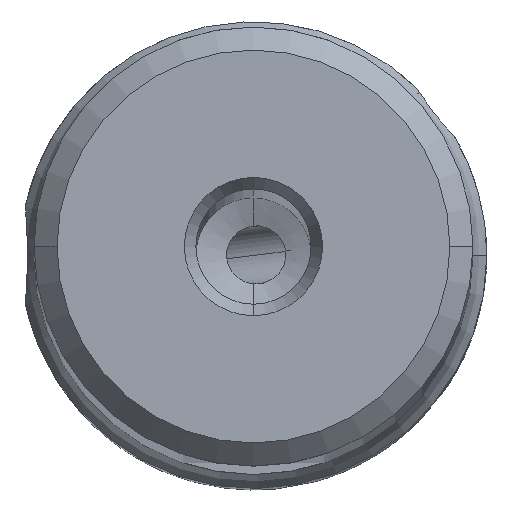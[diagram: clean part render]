
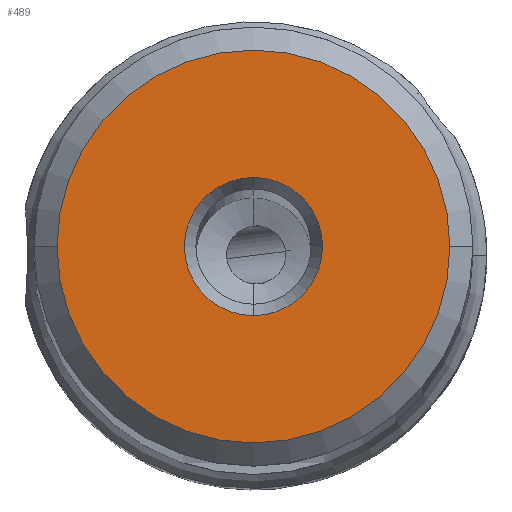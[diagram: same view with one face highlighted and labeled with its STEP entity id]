
A CAD part, top view. The second image highlights one B-rep face of the part: STEP entity #489.
In plain terms, the highlighted planar face has unit normal (0, 0, 1).
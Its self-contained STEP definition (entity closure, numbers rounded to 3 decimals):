
#489=ADVANCED_FACE('',(#627,#628),#593,.T.);
#593=PLANE('',#1940);
#627=FACE_BOUND('',#639,.T.);
#628=FACE_BOUND('',#640,.T.);
#639=EDGE_LOOP('',(#749,#750,#751));
#640=EDGE_LOOP('',(#752,#753));
#749=ORIENTED_EDGE('',*,*,#1488,.F.);
#750=ORIENTED_EDGE('',*,*,#1489,.F.);
#751=ORIENTED_EDGE('',*,*,#1490,.F.);
#752=ORIENTED_EDGE('',*,*,#1491,.F.);
#753=ORIENTED_EDGE('',*,*,#1492,.F.);
#1307=VERTEX_POINT('',#2733);
#1308=VERTEX_POINT('',#2734);
#1309=VERTEX_POINT('',#2736);
#1310=VERTEX_POINT('',#2739);
#1311=VERTEX_POINT('',#2740);
#1488=EDGE_CURVE('',#1307,#1308,#1767,.T.);
#1489=EDGE_CURVE('',#1309,#1307,#1768,.T.);
#1490=EDGE_CURVE('',#1308,#1309,#1769,.T.);
#1491=EDGE_CURVE('',#1310,#1311,#1770,.T.);
#1492=EDGE_CURVE('',#1311,#1310,#1771,.T.);
#1767=CIRCLE('',#1935,8.525);
#1768=CIRCLE('',#1936,8.525);
#1769=CIRCLE('',#1937,8.525);
#1770=CIRCLE('',#1938,3.);
#1771=CIRCLE('',#1939,3.);
#1935=AXIS2_PLACEMENT_3D('',#2732,#2179,#2180);
#1936=AXIS2_PLACEMENT_3D('',#2735,#2181,#2182);
#1937=AXIS2_PLACEMENT_3D('',#2737,#2183,#2184);
#1938=AXIS2_PLACEMENT_3D('',#2738,#2185,#2186);
#1939=AXIS2_PLACEMENT_3D('',#2741,#2187,#2188);
#1940=AXIS2_PLACEMENT_3D('',#2742,#2189,#2190);
#2179=DIRECTION('',(0.,0.,-1.));
#2180=DIRECTION('',(-1.,0.,0.));
#2181=DIRECTION('',(0.,0.,-1.));
#2182=DIRECTION('',(0.,-1.,0.));
#2183=DIRECTION('',(0.,0.,-1.));
#2184=DIRECTION('',(1.,0.,0.));
#2185=DIRECTION('',(0.,0.,1.));
#2186=DIRECTION('',(0.,1.,0.));
#2187=DIRECTION('',(0.,0.,1.));
#2188=DIRECTION('',(0.,-1.,0.));
#2189=DIRECTION('',(0.,0.,1.));
#2190=DIRECTION('',(-1.,0.,0.));
#2732=CARTESIAN_POINT('',(0.,0.,0.));
#2733=CARTESIAN_POINT('',(-8.525,0.,0.));
#2734=CARTESIAN_POINT('',(8.525,0.,0.));
#2735=CARTESIAN_POINT('',(0.,0.,0.));
#2736=CARTESIAN_POINT('',(0.,-8.525,0.));
#2737=CARTESIAN_POINT('',(0.,0.,0.));
#2738=CARTESIAN_POINT('',(0.,0.,0.));
#2739=CARTESIAN_POINT('',(0.,3.,0.));
#2740=CARTESIAN_POINT('',(0.,-3.,0.));
#2741=CARTESIAN_POINT('',(0.,0.,0.));
#2742=CARTESIAN_POINT('',(0.,0.,0.));
